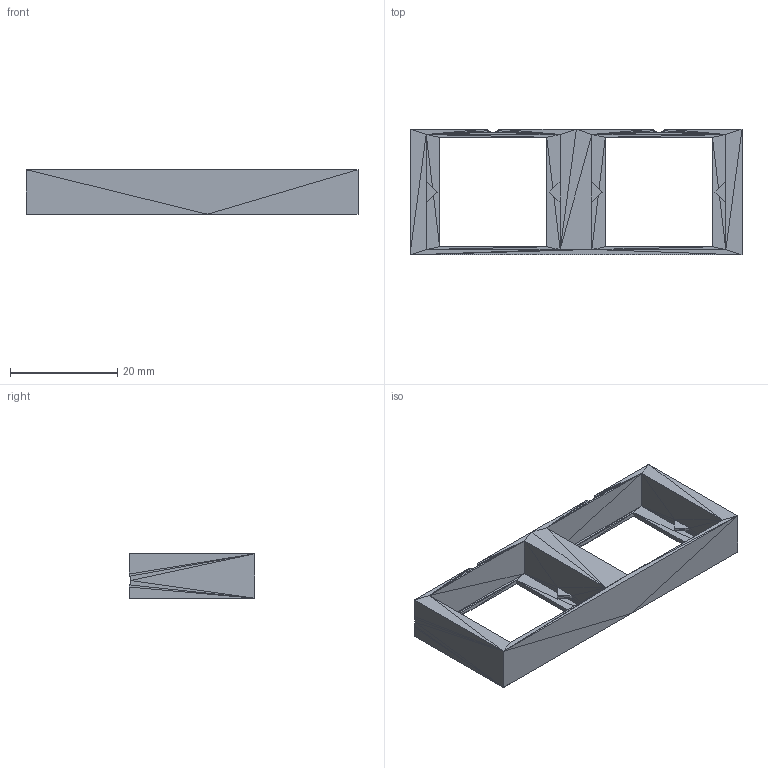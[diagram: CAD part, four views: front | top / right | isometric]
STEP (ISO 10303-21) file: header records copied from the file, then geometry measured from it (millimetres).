
FILE_DESCRIPTION(('FreeCAD Model'),'2;1');
FILE_NAME('Open CASCADE Shape Model','2023-10-31T11:52:52',('Author'),( ''),'Open CASCADE STEP processor 7.6','FreeCAD','Unknown');
FILE_SCHEMA(('AUTOMOTIVE_DESIGN { 1 0 10303 214 1 1 1 1 }'));
Length unit declared in the file: millimetre
Products named in the file (1): FilterSlider001
Bounding box: 61.97 x 23.5 x 8.3 mm (x, y, z)
Surface area: 4260.4 mm2 (no closed solid volume)
Topology: 0 solids, 256 shells, 256 faces, 768 edges, 768 vertices
Faces by surface type: plane 256
Entity records: 16403 total; most frequent: CARTESIAN_POINT 2561, DIRECTION 2050, LINE 1536, VECTOR 1536, ORIENTED_EDGE 768, EDGE_CURVE 768, VERTEX_POINT 768, SURFACE_CURVE 768
